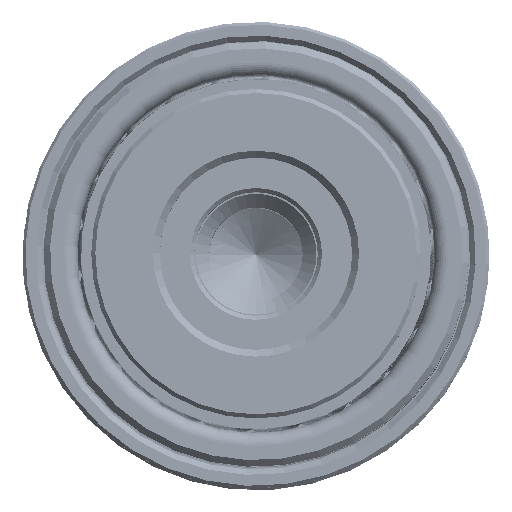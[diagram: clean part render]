
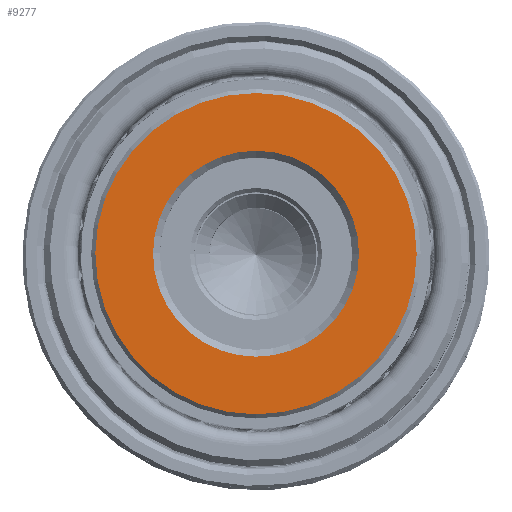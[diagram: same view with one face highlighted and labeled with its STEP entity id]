
A CAD part, top view. The second image highlights one B-rep face of the part: STEP entity #9277.
In plain terms, the highlighted face is planar.
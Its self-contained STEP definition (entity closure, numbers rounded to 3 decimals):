
#602 = VERTEX_POINT ( 'NONE', #6981 ) ;
#3979 = CARTESIAN_POINT ( 'NONE',  ( 0., 0., 0. ) ) ;
#4271 = CIRCLE ( 'NONE', #5129, 11.7 ) ;
#4781 = EDGE_CURVE ( 'NONE', #25615, #9659, #6924, .T. ) ;
#5073 = CARTESIAN_POINT ( 'NONE',  ( 0., 0., 0. ) ) ;
#5129 = AXIS2_PLACEMENT_3D ( 'NONE', #7550, #30182, #10816 ) ;
#5214 = CARTESIAN_POINT ( 'NONE',  ( 0., 0., 0. ) ) ;
#5500 = PLANE ( 'NONE',  #16003 ) ;
#6924 = CIRCLE ( 'NONE', #35376, 11.7 ) ;
#6981 = CARTESIAN_POINT ( 'NONE',  ( -7.5, 0., 0. ) ) ;
#7251 = DIRECTION ( 'NONE',  ( 1., 0., 0. ) ) ;
#7550 = CARTESIAN_POINT ( 'NONE',  ( 0., 0., 0. ) ) ;
#8365 = DIRECTION ( 'NONE',  ( 1., 0., 0. ) ) ;
#9277 = ADVANCED_FACE ( 'NONE', ( #22556, #30102 ), #5500, .F. ) ;
#9659 = VERTEX_POINT ( 'NONE', #13008 ) ;
#9665 = ORIENTED_EDGE ( 'NONE', *, *, #27634, .T. ) ;
#10816 = DIRECTION ( 'NONE',  ( 1., 0., 0. ) ) ;
#11961 = EDGE_LOOP ( 'NONE', ( #19166, #9665 ) ) ;
#12081 = DIRECTION ( 'NONE',  ( 0., 0., 1. ) ) ;
#12755 = ORIENTED_EDGE ( 'NONE', *, *, #4781, .T. ) ;
#12920 = EDGE_LOOP ( 'NONE', ( #12755, #22170 ) ) ;
#13008 = CARTESIAN_POINT ( 'NONE',  ( -11.7, 0., 0. ) ) ;
#13600 = CIRCLE ( 'NONE', #31155, 7.5 ) ;
#14431 = EDGE_CURVE ( 'NONE', #9659, #25615, #4271, .T. ) ;
#14924 = VERTEX_POINT ( 'NONE', #20946 ) ;
#16003 = AXIS2_PLACEMENT_3D ( 'NONE', #5214, #12081, #34641 ) ;
#17205 = CARTESIAN_POINT ( 'NONE',  ( 11.7, 0., 0. ) ) ;
#17644 = CARTESIAN_POINT ( 'NONE',  ( 0., 0., 0. ) ) ;
#19166 = ORIENTED_EDGE ( 'NONE', *, *, #38664, .T. ) ;
#20910 = DIRECTION ( 'NONE',  ( 1., 0., 0. ) ) ;
#20946 = CARTESIAN_POINT ( 'NONE',  ( 7.5, 0., 0. ) ) ;
#22170 = ORIENTED_EDGE ( 'NONE', *, *, #14431, .T. ) ;
#22556 = FACE_OUTER_BOUND ( 'NONE', #12920, .T. ) ;
#25615 = VERTEX_POINT ( 'NONE', #17205 ) ;
#26676 = DIRECTION ( 'NONE',  ( 0., 0., -1. ) ) ;
#27634 = EDGE_CURVE ( 'NONE', #14924, #602, #13600, .T. ) ;
#27766 = DIRECTION ( 'NONE',  ( 0., 0., 1. ) ) ;
#30102 = FACE_BOUND ( 'NONE', #11961, .T. ) ;
#30182 = DIRECTION ( 'NONE',  ( 0., 0., -1. ) ) ;
#31155 = AXIS2_PLACEMENT_3D ( 'NONE', #17644, #40137, #20910 ) ;
#34586 = AXIS2_PLACEMENT_3D ( 'NONE', #5073, #27766, #8365 ) ;
#34641 = DIRECTION ( 'NONE',  ( 1., 0., 0. ) ) ;
#35376 = AXIS2_PLACEMENT_3D ( 'NONE', #3979, #26676, #7251 ) ;
#36118 = CIRCLE ( 'NONE', #34586, 7.5 ) ;
#38664 = EDGE_CURVE ( 'NONE', #602, #14924, #36118, .T. ) ;
#40137 = DIRECTION ( 'NONE',  ( 0., 0., 1. ) ) ;
